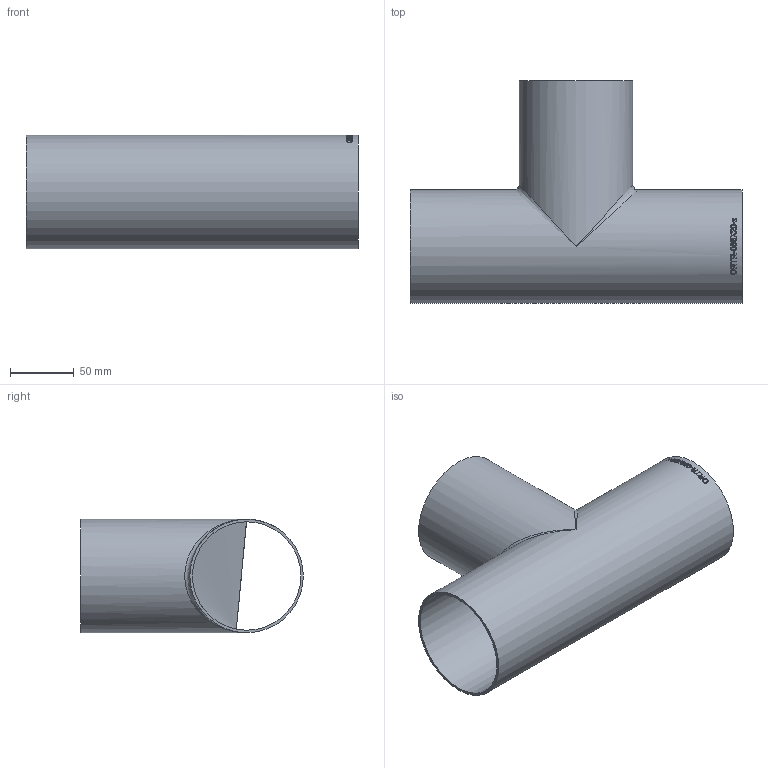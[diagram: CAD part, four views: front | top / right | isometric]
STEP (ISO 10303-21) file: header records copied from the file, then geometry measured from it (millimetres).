
FILE_DESCRIPTION (( 'STEP AP214' ), '1' );
FILE_NAME ('ORTR-088X20-x T-Stück 2004.STEP', '2020-04-06T14:07:47', ( '' ), ( '' ), 'SwSTEP 2.0', 'SolidWorks 2019', '' );
FILE_SCHEMA (( 'AUTOMOTIVE_DESIGN' ));
Length unit declared in the file: millimetre
Products named in the file (1): ORTR-088X20-x T-Stück 2004
Bounding box: 260 x 174.45 x 88.9 mm (x, y, z)
Volume: 182240.5 mm3; surface area: 183930 mm2
Topology: 1 solids, 1 shells, 191 faces, 502 edges, 326 vertices
Faces by surface type: bspline 117, plane 48, cylinder 26
Full cylindrical faces by diameter (mm): 84.9 x2, 88.9 x2
Entity records: 25248 total; most frequent: CARTESIAN_POINT 19694, ORIENTED_EDGE 976, EDGE_CURVE 488, B_SPLINE_CURVE_WITH_KNOTS 354, DIRECTION 342, VERTEX_POINT 326, EDGE_LOOP 222, FACE_OUTER_BOUND 195
